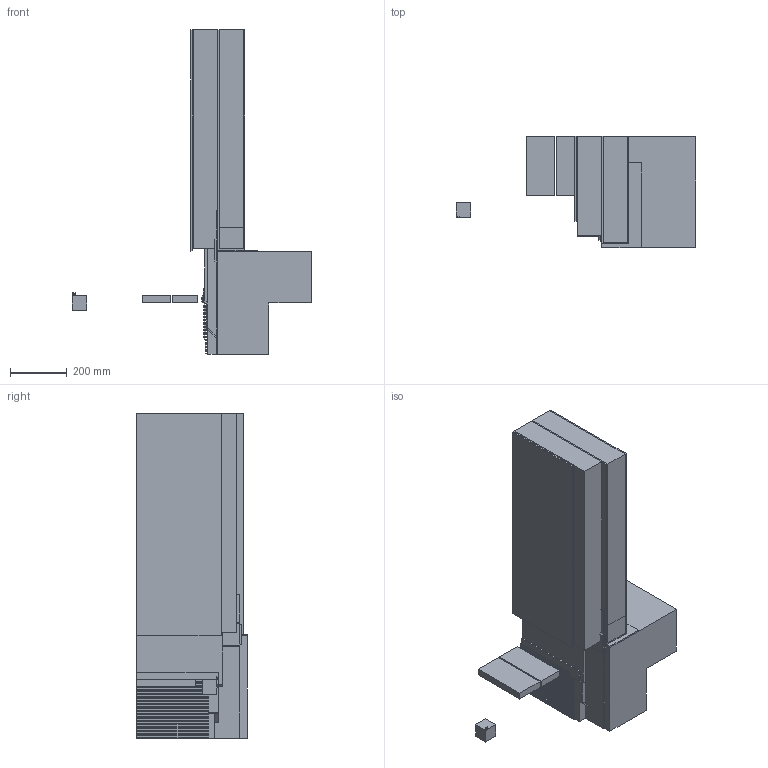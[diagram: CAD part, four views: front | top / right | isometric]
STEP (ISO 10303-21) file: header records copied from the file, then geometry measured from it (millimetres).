
FILE_DESCRIPTION(('STEP AP214'),'1');
FILE_NAME('20.03.22 CAD 2020 - Sockel -Holzrahmenbau - WDVS - unterkellert_Rev.002.STP','2020-03-23T12:37:06',(' '),(' '),'Spatial InterOp 3D',' ',' ');
FILE_SCHEMA(('automotive_design'));
Length unit declared in the file: millimetre
Products named in the file (95): 3D WÜRFEL; Quader; Summe
Bounding box: 840 x 390 x 1140 mm (x, y, z)
Volume: 95602227.9 mm3; surface area: 5953610.5 mm2
Topology: 95 solids, 95 shells, 594 faces, 1212 edges, 808 vertices
Faces by surface type: plane 594
Entity records: 22179 total; most frequent: CARTESIAN_POINT 2709, DIRECTION 2590, ORIENTED_EDGE 2424, EDGE_CURVE 1212, LINE 1212, VECTOR 1212, VERTEX_POINT 808, STYLED_ITEM 689
